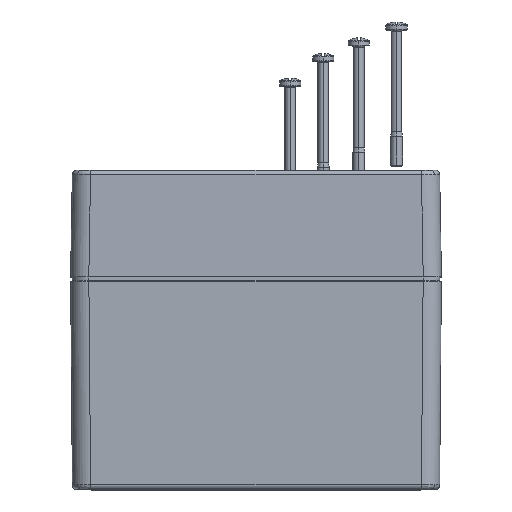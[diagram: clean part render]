
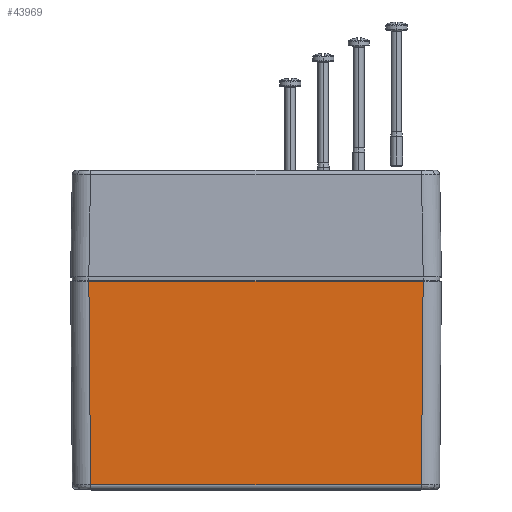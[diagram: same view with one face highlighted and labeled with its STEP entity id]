
A CAD part, top view. The second image highlights one B-rep face of the part: STEP entity #43969.
In plain terms, the highlighted planar face has unit normal (0, -0.008, 1).
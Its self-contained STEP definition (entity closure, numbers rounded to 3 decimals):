
#3816 = CARTESIAN_POINT ( 'NONE',  ( -54.975, -3., 59.975 ) ) ;
#4181 = DIRECTION ( 'NONE',  ( -1., 0., 0. ) ) ;
#4182 = VECTOR ( 'NONE', #4181, 1000. ) ;
#4183 = CARTESIAN_POINT ( 'NONE',  ( -61., -3., 59.975 ) ) ;
#4184 = LINE ( 'NONE', #4183, #4182 ) ;
#6447 = CARTESIAN_POINT ( 'NONE',  ( -54.414, -70.013, 59.413 ) ) ;
#9568 = CARTESIAN_POINT ( 'NONE',  ( 54.414, -70.013, 59.413 ) ) ;
#9821 = DIRECTION ( 'NONE',  ( 1., 0., 0. ) ) ;
#9822 = VECTOR ( 'NONE', #9821, 1000. ) ;
#9823 = CARTESIAN_POINT ( 'NONE',  ( -61., -70.013, 59.413 ) ) ;
#9824 = LINE ( 'NONE', #9823, #9822 ) ;
#10266 = DIRECTION ( 'NONE',  ( 0., -1., -0.008 ) ) ;
#10267 = DIRECTION ( 'NONE',  ( 0., -0.008, 1. ) ) ;
#10268 = AXIS2_PLACEMENT_3D ( 'NONE', #10270, #10267, #10266 ) ;
#10270 = CARTESIAN_POINT ( 'NONE',  ( -61., 0., 60. ) ) ;
#10271 = PLANE ( 'NONE',  #10268 ) ;
#10277 = FACE_OUTER_BOUND ( 'NONE', #43794, .T. ) ;
#10554 = LINE ( 'NONE', #10607, #10606 ) ;
#10600 = DIRECTION ( 'NONE',  ( 0.008, -1., -0.008 ) ) ;
#10601 = VECTOR ( 'NONE', #10600, 1000. ) ;
#10602 = CARTESIAN_POINT ( 'NONE',  ( -55.001, 0.05, 60. ) ) ;
#10603 = LINE ( 'NONE', #10602, #10601 ) ;
#10605 = DIRECTION ( 'NONE',  ( 0.008, 1., 0.008 ) ) ;
#10606 = VECTOR ( 'NONE', #10605, 1000. ) ;
#10607 = CARTESIAN_POINT ( 'NONE',  ( 54.992, -0.972, 59.992 ) ) ;
#20377 = VERTEX_POINT ( 'NONE', #41667 ) ;
#21233 = VERTEX_POINT ( 'NONE', #3816 ) ;
#21403 = EDGE_CURVE ( 'NONE', #20377, #21233, #4184, .T. ) ;
#29359 = VERTEX_POINT ( 'NONE', #6447 ) ;
#41608 = VERTEX_POINT ( 'NONE', #9568 ) ;
#41667 = CARTESIAN_POINT ( 'NONE',  ( 54.975, -3., 59.975 ) ) ;
#42567 = EDGE_CURVE ( 'NONE', #29359, #41608, #9824, .T. ) ;
#43794 = EDGE_LOOP ( 'NONE', ( #43856, #44085, #44089, #44080 ) ) ;
#43856 = ORIENTED_EDGE ( 'NONE', *, *, #44088, .T. ) ;
#43969 = ADVANCED_FACE ( 'NONE', ( #10277 ), #10271, .T. ) ;
#44080 = ORIENTED_EDGE ( 'NONE', *, *, #42567, .T. ) ;
#44085 = ORIENTED_EDGE ( 'NONE', *, *, #21403, .T. ) ;
#44088 = EDGE_CURVE ( 'NONE', #41608, #20377, #10554, .T. ) ;
#44089 = ORIENTED_EDGE ( 'NONE', *, *, #44093, .T. ) ;
#44093 = EDGE_CURVE ( 'NONE', #21233, #29359, #10603, .T. ) ;
